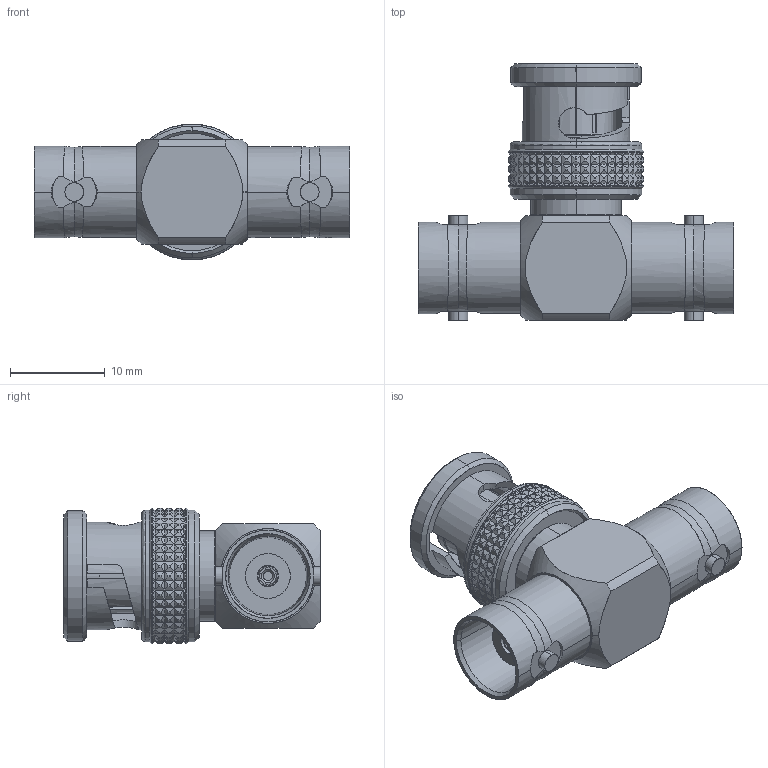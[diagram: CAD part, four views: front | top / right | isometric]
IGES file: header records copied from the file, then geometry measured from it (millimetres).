
Start section: SolidWorks IGES file using analytic representation for surfaces
Global section: file name: R141.780.000H.IGS; native system: SolidWorks 2006 by SolidWorks Corporation; preprocessor: SolidWorks 2006 by SolidWorks Corporation; author: huang_v; date: 080403.151605; units: millimetre
Bounding box: 33.3 x 27 x 14.3 mm (x, y, z)
Surface area: 3528.6 mm2 (no closed solid volume)
Topology: 0 solids, 0 shells, 1280 faces, 7925 edges, 7881 vertices
Faces by surface type: bspline 646, revolution 634
